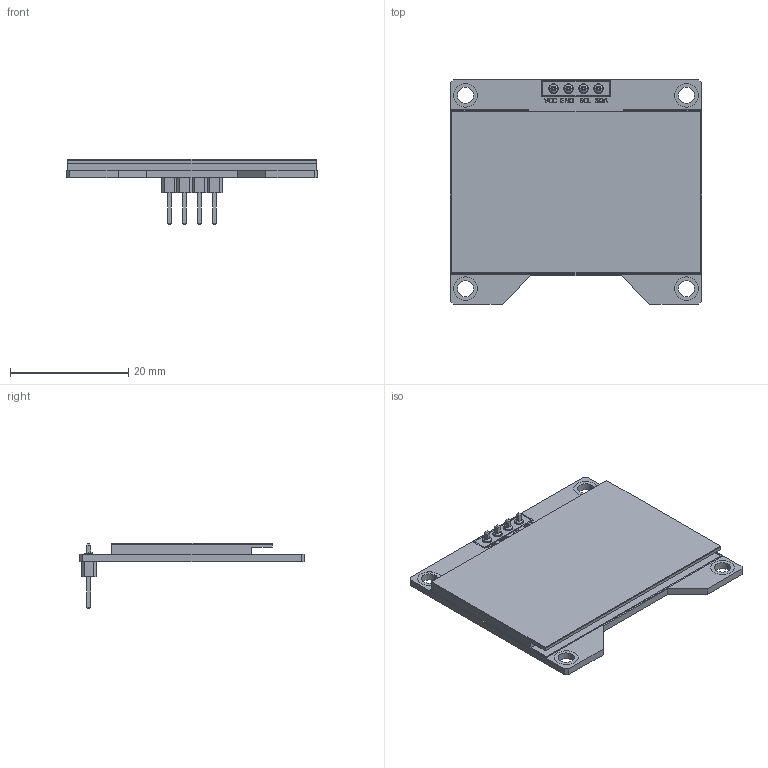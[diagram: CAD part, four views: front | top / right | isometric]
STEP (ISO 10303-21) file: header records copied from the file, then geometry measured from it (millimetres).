
FILE_DESCRIPTION (( 'STEP AP214' ), '1' );
FILE_NAME ('OLED Display 128x64.STEP', '2025-08-16T21:17:22', ( '' ), ( '' ), 'SwSTEP 2.0', 'SolidWorks 2024', '' );
FILE_SCHEMA (( 'AUTOMOTIVE_DESIGN' ));
Length unit declared in the file: millimetre
Products named in the file (1): OLED Display 128x64
Bounding box: 42.5 x 38 x 11.1 mm (x, y, z)
Volume: 3861.1 mm3; surface area: 8289.6 mm2
Topology: 4 solids, 4 shells, 380 faces, 974 edges, 636 vertices
Faces by surface type: plane 233, bspline 107, cylinder 24, torus 8, cone 8
Entity records: 16850 total; most frequent: CARTESIAN_POINT 8266, ORIENTED_EDGE 1948, DIRECTION 1356, EDGE_CURVE 974, LINE 664, VECTOR 664, VERTEX_POINT 636, EDGE_LOOP 430
